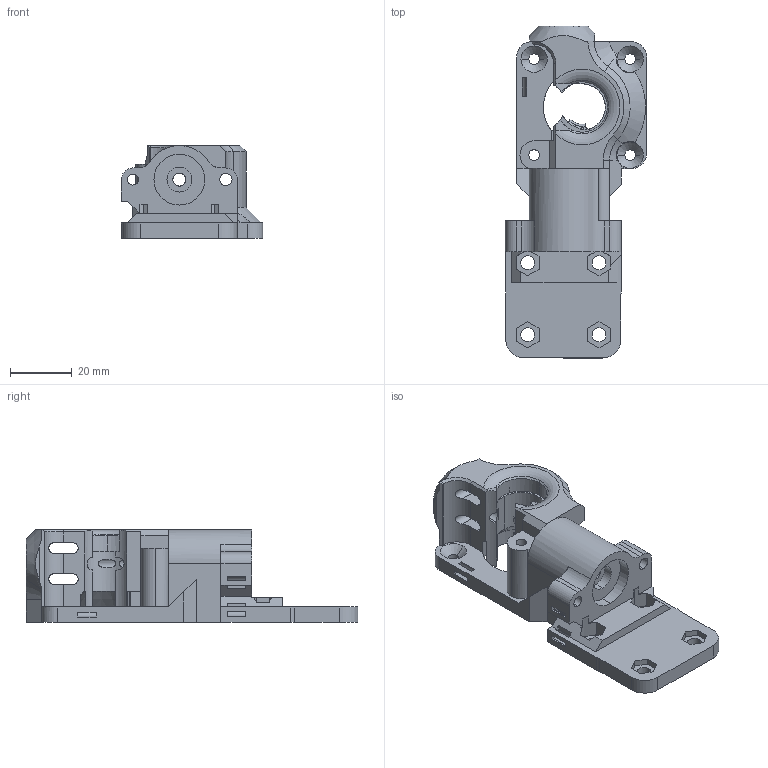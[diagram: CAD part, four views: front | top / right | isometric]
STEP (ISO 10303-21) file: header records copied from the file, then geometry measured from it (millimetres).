
FILE_DESCRIPTION (( 'STEP AP203' ), '1' );
FILE_NAME ('Single Extruder_07_09_2015 (Mejorada filaflex).STEP', '2015-09-07T09:13:43', ( 'Motherfocka' ), ( '' ), 'SwSTEP 2.0', 'SolidWorks 2014', '' );
FILE_SCHEMA (( 'CONFIG_CONTROL_DESIGN' ));
Length unit declared in the file: millimetre
Products named in the file (1): Single Extruder_07_09_2015 (Mejorada filaflex)
Bounding box: 45.65 x 107.15 x 30 mm (x, y, z)
Volume: 47889.5 mm3; surface area: 18974.8 mm2
Topology: 1 solids, 1 shells, 280 faces, 806 edges, 525 vertices
Faces by surface type: plane 142, cylinder 100, cone 21, bspline 10, torus 7
Entity records: 10133 total; most frequent: CARTESIAN_POINT 2602, ORIENTED_EDGE 1612, DIRECTION 1512, EDGE_CURVE 806, VERTEX_POINT 525, AXIS2_PLACEMENT_3D 514, LINE 484, VECTOR 484
